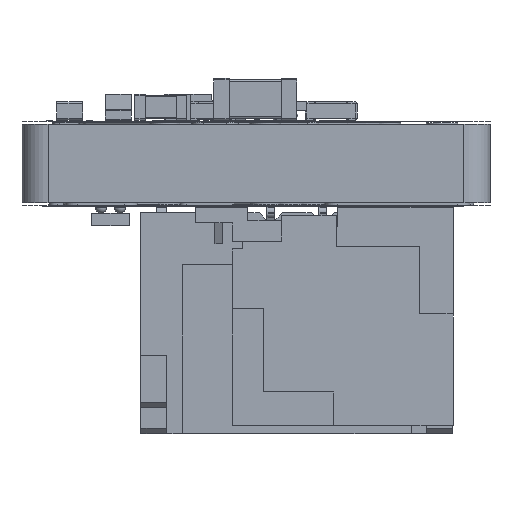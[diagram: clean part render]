
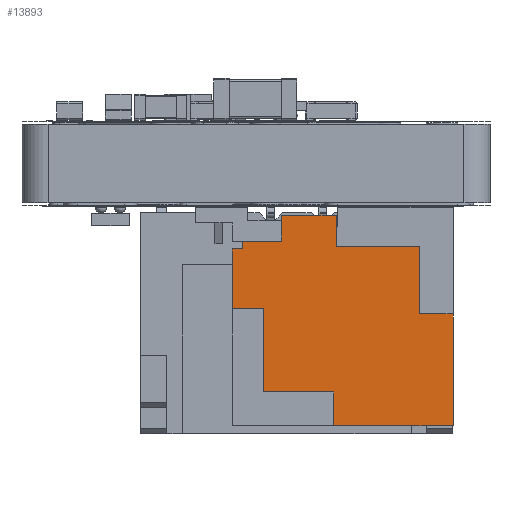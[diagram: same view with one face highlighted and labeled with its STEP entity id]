
A CAD part, left-side view. The second image highlights one B-rep face of the part: STEP entity #13893.
In plain terms, the highlighted planar face has unit normal (-1, 0, 0).
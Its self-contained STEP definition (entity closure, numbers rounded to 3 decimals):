
#13893 = ADVANCED_FACE('',(#13894),#14024,.F.);
#13894 = FACE_BOUND('',#13895,.F.);
#13895 = EDGE_LOOP('',(#13896,#13906,#13914,#13922,#13930,#13938,#13946,
    #13954,#13962,#13970,#13978,#13986,#13994,#14002,#14010,#14018));
#13896 = ORIENTED_EDGE('',*,*,#13897,.F.);
#13897 = EDGE_CURVE('',#13898,#13900,#13902,.T.);
#13898 = VERTEX_POINT('',#13899);
#13899 = CARTESIAN_POINT('',(-2.875,-1.775,0.8));
#13900 = VERTEX_POINT('',#13901);
#13901 = CARTESIAN_POINT('',(-2.875,-1.775,1.95));
#13902 = LINE('',#13903,#13904);
#13903 = CARTESIAN_POINT('',(-2.875,-1.775,0.15));
#13904 = VECTOR('',#13905,1.);
#13905 = DIRECTION('',(0.,0.,1.));
#13906 = ORIENTED_EDGE('',*,*,#13907,.F.);
#13907 = EDGE_CURVE('',#13908,#13898,#13910,.T.);
#13908 = VERTEX_POINT('',#13909);
#13909 = CARTESIAN_POINT('',(-2.875,-1.575,0.8));
#13910 = LINE('',#13911,#13912);
#13911 = CARTESIAN_POINT('',(-2.875,-1.575,0.8));
#13912 = VECTOR('',#13913,1.);
#13913 = DIRECTION('',(0.,-1.,0.));
#13914 = ORIENTED_EDGE('',*,*,#13915,.F.);
#13915 = EDGE_CURVE('',#13916,#13908,#13918,.T.);
#13916 = VERTEX_POINT('',#13917);
#13917 = CARTESIAN_POINT('',(-2.875,-1.575,0.65));
#13918 = LINE('',#13919,#13920);
#13919 = CARTESIAN_POINT('',(-2.875,-1.575,0.65));
#13920 = VECTOR('',#13921,1.);
#13921 = DIRECTION('',(0.,0.,1.));
#13922 = ORIENTED_EDGE('',*,*,#13923,.F.);
#13923 = EDGE_CURVE('',#13924,#13916,#13926,.T.);
#13924 = VERTEX_POINT('',#13925);
#13925 = CARTESIAN_POINT('',(-2.875,-0.825,0.65));
#13926 = LINE('',#13927,#13928);
#13927 = CARTESIAN_POINT('',(-2.875,-0.825,0.65));
#13928 = VECTOR('',#13929,1.);
#13929 = DIRECTION('',(0.,-1.,0.));
#13930 = ORIENTED_EDGE('',*,*,#13931,.F.);
#13931 = EDGE_CURVE('',#13932,#13924,#13934,.T.);
#13932 = VERTEX_POINT('',#13933);
#13933 = CARTESIAN_POINT('',(-2.875,-0.825,0.15));
#13934 = LINE('',#13935,#13936);
#13935 = CARTESIAN_POINT('',(-2.875,-0.825,0.15));
#13936 = VECTOR('',#13937,1.);
#13937 = DIRECTION('',(0.,0.,1.));
#13938 = ORIENTED_EDGE('',*,*,#13939,.T.);
#13939 = EDGE_CURVE('',#13932,#13940,#13942,.T.);
#13940 = VERTEX_POINT('',#13941);
#13941 = CARTESIAN_POINT('',(-2.875,0.225,0.15));
#13942 = LINE('',#13943,#13944);
#13943 = CARTESIAN_POINT('',(-2.875,-1.775,0.15));
#13944 = VECTOR('',#13945,1.);
#13945 = DIRECTION('',(0.,1.,0.));
#13946 = ORIENTED_EDGE('',*,*,#13947,.T.);
#13947 = EDGE_CURVE('',#13940,#13948,#13950,.T.);
#13948 = VERTEX_POINT('',#13949);
#13949 = CARTESIAN_POINT('',(-2.875,0.225,0.75));
#13950 = LINE('',#13951,#13952);
#13951 = CARTESIAN_POINT('',(-2.875,0.225,0.15));
#13952 = VECTOR('',#13953,1.);
#13953 = DIRECTION('',(0.,0.,1.));
#13954 = ORIENTED_EDGE('',*,*,#13955,.T.);
#13955 = EDGE_CURVE('',#13948,#13956,#13958,.T.);
#13956 = VERTEX_POINT('',#13957);
#13957 = CARTESIAN_POINT('',(-2.875,1.825,0.75));
#13958 = LINE('',#13959,#13960);
#13959 = CARTESIAN_POINT('',(-2.875,0.225,0.75));
#13960 = VECTOR('',#13961,1.);
#13961 = DIRECTION('',(0.,1.,0.));
#13962 = ORIENTED_EDGE('',*,*,#13963,.T.);
#13963 = EDGE_CURVE('',#13956,#13964,#13966,.T.);
#13964 = VERTEX_POINT('',#13965);
#13965 = CARTESIAN_POINT('',(-2.875,1.825,2.05));
#13966 = LINE('',#13967,#13968);
#13967 = CARTESIAN_POINT('',(-2.875,1.825,0.75));
#13968 = VECTOR('',#13969,1.);
#13969 = DIRECTION('',(0.,0.,1.));
#13970 = ORIENTED_EDGE('',*,*,#13971,.T.);
#13971 = EDGE_CURVE('',#13964,#13972,#13974,.T.);
#13972 = VERTEX_POINT('',#13973);
#13973 = CARTESIAN_POINT('',(-2.875,2.475,2.05));
#13974 = LINE('',#13975,#13976);
#13975 = CARTESIAN_POINT('',(-2.875,1.825,2.05));
#13976 = VECTOR('',#13977,1.);
#13977 = DIRECTION('',(0.,1.,0.));
#13978 = ORIENTED_EDGE('',*,*,#13979,.T.);
#13979 = EDGE_CURVE('',#13972,#13980,#13982,.T.);
#13980 = VERTEX_POINT('',#13981);
#13981 = CARTESIAN_POINT('',(-2.875,2.475,4.2));
#13982 = LINE('',#13983,#13984);
#13983 = CARTESIAN_POINT('',(-2.875,2.475,0.15));
#13984 = VECTOR('',#13985,1.);
#13985 = DIRECTION('',(0.,0.,1.));
#13986 = ORIENTED_EDGE('',*,*,#13987,.F.);
#13987 = EDGE_CURVE('',#13988,#13980,#13990,.T.);
#13988 = VERTEX_POINT('',#13989);
#13989 = CARTESIAN_POINT('',(-2.875,0.175,4.2));
#13990 = LINE('',#13991,#13992);
#13991 = CARTESIAN_POINT('',(-2.875,-1.775,4.2));
#13992 = VECTOR('',#13993,1.);
#13993 = DIRECTION('',(0.,1.,0.));
#13994 = ORIENTED_EDGE('',*,*,#13995,.T.);
#13995 = EDGE_CURVE('',#13988,#13996,#13998,.T.);
#13996 = VERTEX_POINT('',#13997);
#13997 = CARTESIAN_POINT('',(-2.875,0.175,3.55));
#13998 = LINE('',#13999,#14000);
#13999 = CARTESIAN_POINT('',(-2.875,0.175,4.2));
#14000 = VECTOR('',#14001,1.);
#14001 = DIRECTION('',(0.,0.,-1.));
#14002 = ORIENTED_EDGE('',*,*,#14003,.T.);
#14003 = EDGE_CURVE('',#13996,#14004,#14006,.T.);
#14004 = VERTEX_POINT('',#14005);
#14005 = CARTESIAN_POINT('',(-2.875,-1.175,3.55));
#14006 = LINE('',#14007,#14008);
#14007 = CARTESIAN_POINT('',(-2.875,0.175,3.55));
#14008 = VECTOR('',#14009,1.);
#14009 = DIRECTION('',(0.,-1.,0.));
#14010 = ORIENTED_EDGE('',*,*,#14011,.T.);
#14011 = EDGE_CURVE('',#14004,#14012,#14014,.T.);
#14012 = VERTEX_POINT('',#14013);
#14013 = CARTESIAN_POINT('',(-2.875,-1.175,1.95));
#14014 = LINE('',#14015,#14016);
#14015 = CARTESIAN_POINT('',(-2.875,-1.175,3.55));
#14016 = VECTOR('',#14017,1.);
#14017 = DIRECTION('',(0.,0.,-1.));
#14018 = ORIENTED_EDGE('',*,*,#14019,.T.);
#14019 = EDGE_CURVE('',#14012,#13900,#14020,.T.);
#14020 = LINE('',#14021,#14022);
#14021 = CARTESIAN_POINT('',(-2.875,-1.175,1.95));
#14022 = VECTOR('',#14023,1.);
#14023 = DIRECTION('',(0.,-1.,0.));
#14024 = PLANE('',#14025);
#14025 = AXIS2_PLACEMENT_3D('',#14026,#14027,#14028);
#14026 = CARTESIAN_POINT('',(-2.875,-1.775,0.15));
#14027 = DIRECTION('',(1.,0.,0.));
#14028 = DIRECTION('',(0.,0.,1.));
